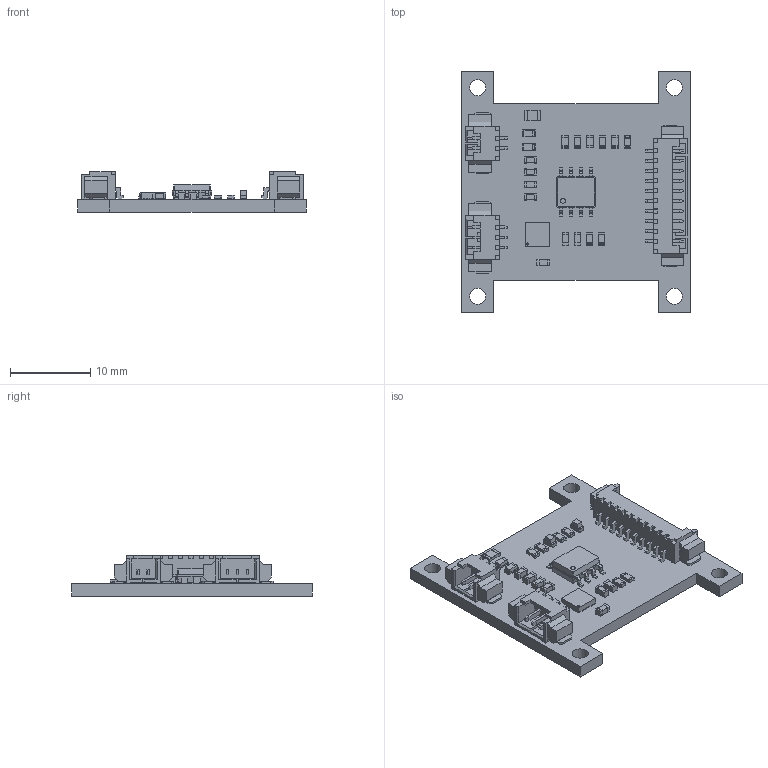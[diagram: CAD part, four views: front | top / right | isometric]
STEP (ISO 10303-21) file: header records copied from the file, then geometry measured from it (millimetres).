
FILE_DESCRIPTION(('KiCad electronic assembly'),'2;1');
FILE_NAME('pro_micro.step','2024-05-06T14:35:14',('Pcbnew'),('Kicad'), 'Open CASCADE STEP processor 7.7','KiCad to STEP converter','Unknown' );
FILE_SCHEMA(('AUTOMOTIVE_DESIGN { 1 0 10303 214 1 1 1 1 }'));
Length unit declared in the file: millimetre
Products named in the file (22): pro_micro 1; C_0603_1608Metric; Fuse_0805_2012Metric; R_0603_1608Metric; SOIC-8_3.9x4.9mm_P1.27mm; SOIC_8_39x49mm_P127mm; CP_EIA-1608-08_AVX-J; CP_EIA_1608_08_AVX_J; LED_0603_1608Metric; DRV8311HRRWR; pro_micro 1.12.1; Molex_PicoBlade_53261-0271_1x02-1MP_P1.25mm_Horizontal; Molex_53261_0271; Molex_PicoBlade_53261-0371_1x03-1MP_P1.25mm_Horizontal; Molex_53261_0371; Molex_PicoBlade_53261-1071_1x10-1MP_P1.25mm_Horizontal; Molex_53261_1071; pro_micro_PCB
Assembly tree (34 placements, depth 3):
  pro_micro 1
    C_0603_1608Metric  x7
      C_0603_1608Metric
    Fuse_0805_2012Metric
      Fuse_0805_2012Metric
    R_0603_1608Metric  x6
      R_0603_1608Metric
    SOIC-8_3.9x4.9mm_P1.27mm
      SOIC_8_39x49mm_P127mm
    CP_EIA-1608-08_AVX-J  x2
      CP_EIA_1608_08_AVX_J
    LED_0603_1608Metric  x2
      LED_0603_1608Metric
    DRV8311HRRWR
      pro_micro 1.12.1
    Molex_PicoBlade_53261-0271_1x02-1MP_P1.25mm_Horizontal
      Molex_53261_0271
    Molex_PicoBlade_53261-0371_1x03-1MP_P1.25mm_Horizontal
      Molex_53261_0371
    Molex_PicoBlade_53261-1071_1x10-1MP_P1.25mm_Horizontal
      Molex_53261_1071
    pro_micro_PCB
Bounding box: 28.5 x 30 x 5.05 mm (x, y, z)
Volume: 1369.7 mm3; surface area: 2628.9 mm2
Topology: 50 solids, 50 shells, 1647 faces, 4278 edges, 2790 vertices
Faces by surface type: plane 1356, cylinder 243, bspline 48
Full cylindrical faces by diameter (mm): 0.3 x5, 0.6 x1, 2 x4
Entity records: 44905 total; most frequent: CARTESIAN_POINT 6869, ORIENTED_EDGE 6538, DIRECTION 5969, EDGE_CURVE 3269, LINE 2961, VECTOR 2961, VERTEX_POINT 2128, AXIS2_PLACEMENT_3D 1504
